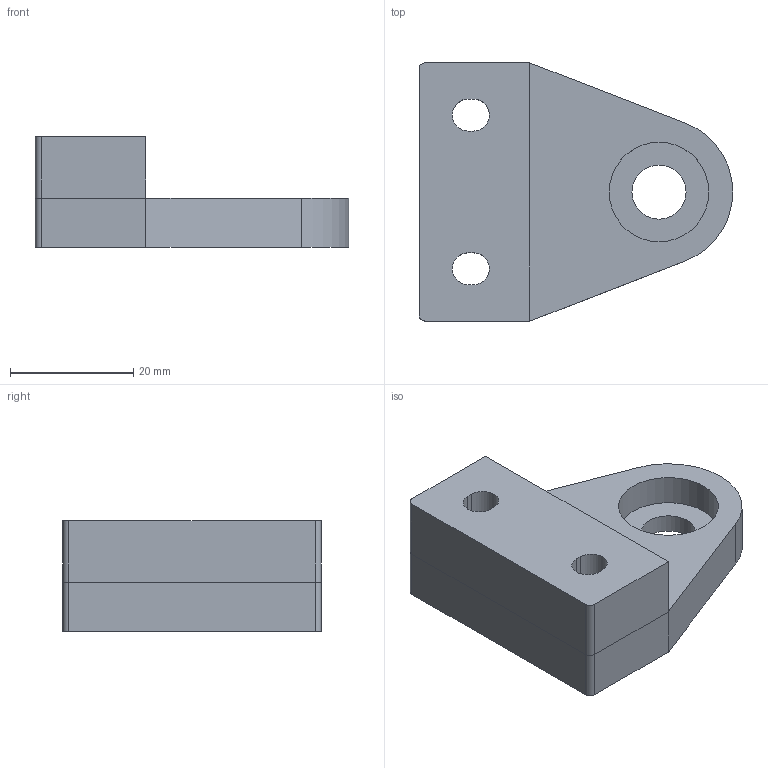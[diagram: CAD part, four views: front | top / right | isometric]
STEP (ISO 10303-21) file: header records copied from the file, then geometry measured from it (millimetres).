
FILE_DESCRIPTION(('FreeCAD Model'),'2;1');
FILE_NAME('Open CASCADE Shape Model','2023-05-20T16:16:01',(''),(''), 'Open CASCADE STEP processor 7.6','FreeCAD','Unknown');
FILE_SCHEMA(('AUTOMOTIVE_DESIGN { 1 0 10303 214 1 1 1 1 }'));
Length unit declared in the file: millimetre
Products named in the file (1): Body
Bounding box: 51 x 42 x 18 mm (x, y, z)
Volume: 18992.8 mm3; surface area: 6624.9 mm2
Topology: 1 solids, 1 shells, 36 faces, 83 edges, 50 vertices
Faces by surface type: plane 21, cylinder 15
Full cylindrical faces by diameter (mm): 8.8 x1, 16.2 x1
Entity records: 2119 total; most frequent: DIRECTION 346, CARTESIAN_POINT 342, LINE 207, VECTOR 207, ORIENTED_EDGE 166, PCURVE 166, DEFINITIONAL_REPRESENTATION 166, EDGE_CURVE 83
